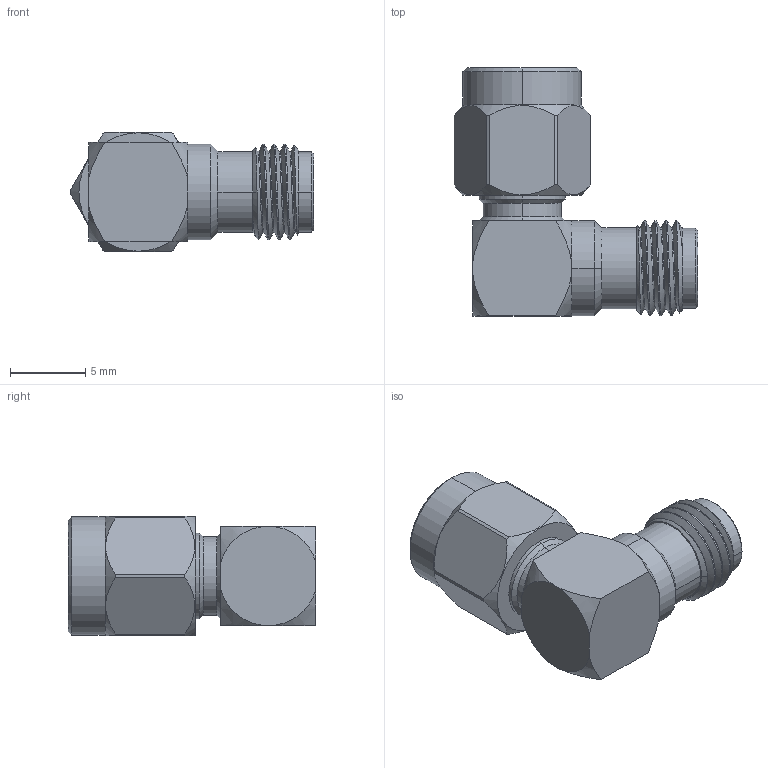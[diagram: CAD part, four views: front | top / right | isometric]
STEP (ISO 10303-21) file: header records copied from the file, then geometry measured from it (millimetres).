
FILE_DESCRIPTION (( 'STEP AP203' ), '1' );
FILE_NAME ('SM7568.step', '2018-08-14T15:05:21', ( '' ), ( '' ), 'SwSTEP 2.0', 'SolidWorks 2017', '' );
FILE_SCHEMA (( 'CONFIG_CONTROL_DESIGN' ));
Length unit declared in the file: inch
Products named in the file (1): SM7568
Bounding box: 16.22 x 16.51 x 7.94 mm (x, y, z)
Volume: 822.8 mm3; surface area: 944.5 mm2
Topology: 1 solids, 1 shells, 126 faces, 305 edges, 192 vertices
Faces by surface type: cylinder 52, cone 39, plane 25, bspline 6, torus 4
Entity records: 5938 total; most frequent: CARTESIAN_POINT 3089, ORIENTED_EDGE 610, DIRECTION 555, EDGE_CURVE 305, AXIS2_PLACEMENT_3D 230, VERTEX_POINT 192, EDGE_LOOP 137, ADVANCED_FACE 126
